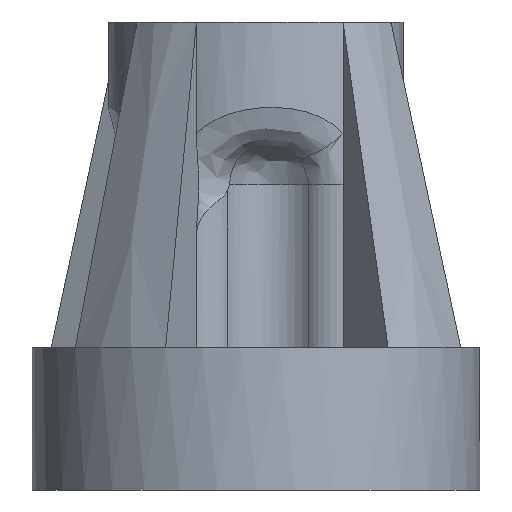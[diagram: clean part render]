
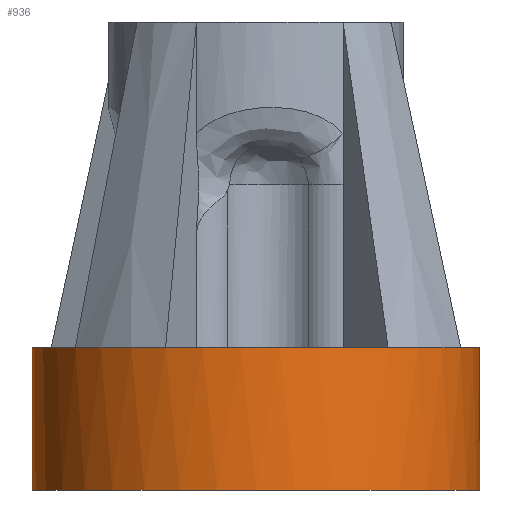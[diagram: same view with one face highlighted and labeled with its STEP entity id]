
A CAD part, front view. The second image highlights one B-rep face of the part: STEP entity #936.
In plain terms, the highlighted cylindrical face has radius 11 mm (diameter 22 mm), a full revolution.
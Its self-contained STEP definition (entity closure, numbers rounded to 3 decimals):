
#68=CYLINDRICAL_SURFACE('',#1060,11.);
#122=LINE('',#2557,#176);
#176=VECTOR('',#1323,11.);
#231=FACE_OUTER_BOUND('',#289,.T.);
#289=EDGE_LOOP('',(#856,#857,#858,#859,#860,#861,#862,#863,#864,#865,#866,
#867));
#321=CIRCLE('',#998,11.);
#323=CIRCLE('',#1003,11.);
#325=CIRCLE('',#1008,11.);
#329=CIRCLE('',#1015,11.);
#330=CIRCLE('',#1016,11.);
#333=CIRCLE('',#1020,11.);
#335=CIRCLE('',#1023,11.);
#336=CIRCLE('',#1025,11.);
#354=CIRCLE('',#1059,11.);
#355=CIRCLE('',#1061,11.);
#436=VERTEX_POINT('',#2445);
#437=VERTEX_POINT('',#2447);
#438=VERTEX_POINT('',#2456);
#439=VERTEX_POINT('',#2458);
#440=VERTEX_POINT('',#2467);
#441=VERTEX_POINT('',#2469);
#443=VERTEX_POINT('',#2481);
#444=VERTEX_POINT('',#2483);
#446=VERTEX_POINT('',#2495);
#459=VERTEX_POINT('',#2556);
#538=EDGE_CURVE('',#436,#437,#321,.T.);
#544=EDGE_CURVE('',#438,#439,#323,.T.);
#550=EDGE_CURVE('',#440,#441,#325,.T.);
#558=EDGE_CURVE('',#443,#444,#329,.T.);
#559=EDGE_CURVE('',#444,#440,#330,.T.);
#562=EDGE_CURVE('',#441,#438,#333,.T.);
#564=EDGE_CURVE('',#439,#436,#335,.T.);
#566=EDGE_CURVE('',#446,#443,#336,.T.);
#595=EDGE_CURVE('',#437,#446,#354,.T.);
#596=EDGE_CURVE('',#444,#459,#122,.T.);
#597=EDGE_CURVE('',#459,#459,#355,.T.);
#856=ORIENTED_EDGE('',*,*,#558,.F.);
#857=ORIENTED_EDGE('',*,*,#566,.F.);
#858=ORIENTED_EDGE('',*,*,#595,.F.);
#859=ORIENTED_EDGE('',*,*,#538,.F.);
#860=ORIENTED_EDGE('',*,*,#564,.F.);
#861=ORIENTED_EDGE('',*,*,#544,.F.);
#862=ORIENTED_EDGE('',*,*,#562,.F.);
#863=ORIENTED_EDGE('',*,*,#550,.F.);
#864=ORIENTED_EDGE('',*,*,#559,.F.);
#865=ORIENTED_EDGE('',*,*,#596,.T.);
#866=ORIENTED_EDGE('',*,*,#597,.T.);
#867=ORIENTED_EDGE('',*,*,#596,.F.);
#936=ADVANCED_FACE('',(#231),#68,.T.);
#998=AXIS2_PLACEMENT_3D('',#2448,#1173,#1174);
#1003=AXIS2_PLACEMENT_3D('',#2459,#1187,#1188);
#1008=AXIS2_PLACEMENT_3D('',#2470,#1201,#1202);
#1015=AXIS2_PLACEMENT_3D('',#2484,#1219,#1220);
#1016=AXIS2_PLACEMENT_3D('',#2485,#1221,#1222);
#1020=AXIS2_PLACEMENT_3D('',#2490,#1229,#1230);
#1023=AXIS2_PLACEMENT_3D('',#2493,#1235,#1236);
#1025=AXIS2_PLACEMENT_3D('',#2497,#1240,#1241);
#1059=AXIS2_PLACEMENT_3D('',#2554,#1319,#1320);
#1060=AXIS2_PLACEMENT_3D('',#2555,#1321,#1322);
#1061=AXIS2_PLACEMENT_3D('',#2558,#1324,#1325);
#1173=DIRECTION('center_axis',(0.,0.,1.));
#1174=DIRECTION('ref_axis',(1.,0.,0.));
#1187=DIRECTION('center_axis',(0.,0.,1.));
#1188=DIRECTION('ref_axis',(1.,0.,0.));
#1201=DIRECTION('center_axis',(0.,0.,1.));
#1202=DIRECTION('ref_axis',(1.,0.,0.));
#1219=DIRECTION('center_axis',(0.,0.,1.));
#1220=DIRECTION('ref_axis',(1.,0.,0.));
#1221=DIRECTION('center_axis',(0.,0.,1.));
#1222=DIRECTION('ref_axis',(1.,0.,0.));
#1229=DIRECTION('center_axis',(0.,0.,1.));
#1230=DIRECTION('ref_axis',(1.,0.,0.));
#1235=DIRECTION('center_axis',(0.,0.,1.));
#1236=DIRECTION('ref_axis',(1.,0.,0.));
#1240=DIRECTION('center_axis',(0.,0.,1.));
#1241=DIRECTION('ref_axis',(1.,0.,0.));
#1319=DIRECTION('center_axis',(0.,0.,1.));
#1320=DIRECTION('ref_axis',(1.,0.,0.));
#1321=DIRECTION('center_axis',(0.,0.,1.));
#1322=DIRECTION('ref_axis',(1.,0.,0.));
#1323=DIRECTION('',(0.,0.,-1.));
#1324=DIRECTION('center_axis',(0.,0.,1.));
#1325=DIRECTION('ref_axis',(1.,0.,0.));
#2445=CARTESIAN_POINT('',(8.88,6.492,7.));
#2447=CARTESIAN_POINT('',(4.444,10.062,7.));
#2448=CARTESIAN_POINT('Origin',(0.,0.,7.));
#2456=CARTESIAN_POINT('',(6.492,-8.88,7.));
#2458=CARTESIAN_POINT('',(10.062,-4.444,7.));
#2459=CARTESIAN_POINT('Origin',(0.,0.,7.));
#2467=CARTESIAN_POINT('',(-8.88,-6.492,7.));
#2469=CARTESIAN_POINT('',(-4.444,-10.062,7.));
#2470=CARTESIAN_POINT('Origin',(0.,0.,7.));
#2481=CARTESIAN_POINT('',(-10.062,4.444,7.));
#2483=CARTESIAN_POINT('',(-11.,0.,7.));
#2484=CARTESIAN_POINT('Origin',(0.,0.,7.));
#2485=CARTESIAN_POINT('Origin',(0.,0.,7.));
#2490=CARTESIAN_POINT('Origin',(0.,0.,7.));
#2493=CARTESIAN_POINT('Origin',(0.,0.,7.));
#2495=CARTESIAN_POINT('',(-6.492,8.88,7.));
#2497=CARTESIAN_POINT('Origin',(0.,0.,7.));
#2554=CARTESIAN_POINT('Origin',(0.,0.,7.));
#2555=CARTESIAN_POINT('Origin',(0.,0.,0.));
#2556=CARTESIAN_POINT('',(-11.,0.,0.));
#2557=CARTESIAN_POINT('',(-11.,0.,0.));
#2558=CARTESIAN_POINT('Origin',(0.,0.,0.));
